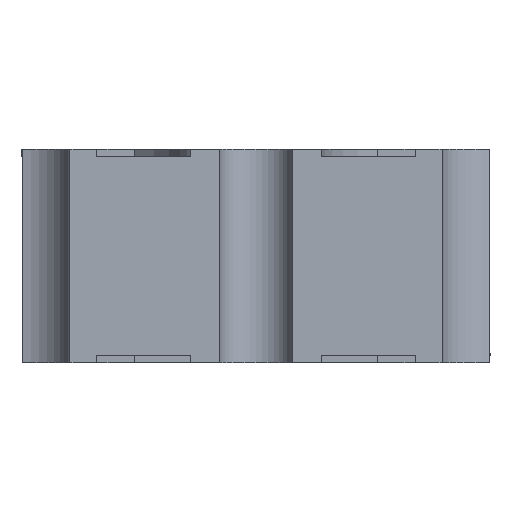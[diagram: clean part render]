
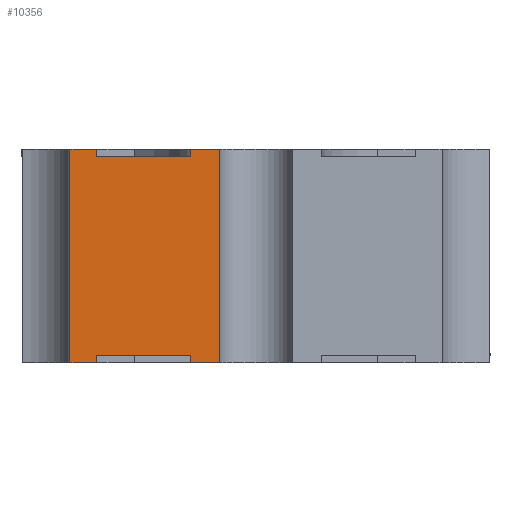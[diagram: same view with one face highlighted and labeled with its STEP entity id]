
A CAD part, left-side view. The second image highlights one B-rep face of the part: STEP entity #10356.
In plain terms, the highlighted planar face has unit normal (-1, 0, 0).
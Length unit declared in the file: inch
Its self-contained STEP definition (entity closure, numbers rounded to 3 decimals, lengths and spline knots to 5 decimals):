
#30 = VECTOR ( 'NONE', #2922, 39.37008 ) ;
#64 = VERTEX_POINT ( 'NONE', #1607 ) ;
#69 = CARTESIAN_POINT ( 'NONE',  ( -0.1, 0.0425, 0.055 ) ) ;
#191 = DIRECTION ( 'NONE',  ( 0., 0., -1. ) ) ;
#217 = DIRECTION ( 'NONE',  ( 0., 1., 0. ) ) ;
#371 = VERTEX_POINT ( 'NONE', #8550 ) ;
#489 = EDGE_CURVE ( 'NONE', #3773, #9701, #3032, .T. ) ;
#533 = CARTESIAN_POINT ( 'NONE',  ( -0.1, 0.00968, 0.002 ) ) ;
#663 = EDGE_CURVE ( 'NONE', #371, #3406, #10193, .T. ) ;
#835 = DIRECTION ( 'NONE',  ( 0., 0., 1. ) ) ;
#904 = LINE ( 'NONE', #69, #10517 ) ;
#1156 = CARTESIAN_POINT ( 'NONE',  ( -0.1, 0.0497, 0.002 ) ) ;
#1268 = VECTOR ( 'NONE', #8264, 39.37008 ) ;
#1435 = EDGE_CURVE ( 'NONE', #4961, #10173, #5250, .T. ) ;
#1494 = DIRECTION ( 'NONE',  ( 0., 0., -1. ) ) ;
#1521 = EDGE_CURVE ( 'NONE', #3784, #4961, #9929, .T. ) ;
#1607 = CARTESIAN_POINT ( 'NONE',  ( -0.1, 0.0425, 0.057 ) ) ;
#1879 = ORIENTED_EDGE ( 'NONE', *, *, #5454, .T. ) ;
#2093 = VECTOR ( 'NONE', #217, 39.37008 ) ;
#2135 = VECTOR ( 'NONE', #191, 39.37008 ) ;
#2184 = ORIENTED_EDGE ( 'NONE', *, *, #12247, .T. ) ;
#2234 = LINE ( 'NONE', #9280, #8438 ) ;
#2249 = EDGE_CURVE ( 'NONE', #9701, #64, #904, .T. ) ;
#2402 = DIRECTION ( 'NONE',  ( 0., 0., -1. ) ) ;
#2450 = CARTESIAN_POINT ( 'NONE',  ( -0.1, 0.0175, 0.002 ) ) ;
#2579 = DIRECTION ( 'NONE',  ( 1., 0., 0. ) ) ;
#2826 = EDGE_CURVE ( 'NONE', #3406, #10987, #8821, .T. ) ;
#2856 = CARTESIAN_POINT ( 'NONE',  ( -0.1, 0.0425, 0.002 ) ) ;
#2922 = DIRECTION ( 'NONE',  ( 0., 0., -1. ) ) ;
#2949 = CARTESIAN_POINT ( 'NONE',  ( -0.1, 0.0175, 0.055 ) ) ;
#3010 = DIRECTION ( 'NONE',  ( 0., 0., 1. ) ) ;
#3032 = LINE ( 'NONE', #11998, #7519 ) ;
#3201 = CARTESIAN_POINT ( 'NONE',  ( -0.1, 0.00968, 0. ) ) ;
#3224 = CARTESIAN_POINT ( 'NONE',  ( -0.1, 0., 0.057 ) ) ;
#3346 = FACE_OUTER_BOUND ( 'NONE', #4619, .T. ) ;
#3406 = VERTEX_POINT ( 'NONE', #6933 ) ;
#3657 = CARTESIAN_POINT ( 'NONE',  ( -0.1, 0.0497, 0. ) ) ;
#3710 = VERTEX_POINT ( 'NONE', #11721 ) ;
#3773 = VERTEX_POINT ( 'NONE', #2949 ) ;
#3783 = LINE ( 'NONE', #7810, #5492 ) ;
#3784 = VERTEX_POINT ( 'NONE', #8912 ) ;
#3852 = EDGE_CURVE ( 'NONE', #3773, #3710, #3783, .T. ) ;
#3949 = CARTESIAN_POINT ( 'NONE',  ( -0.1, 0.00968, 0. ) ) ;
#4472 = CARTESIAN_POINT ( 'NONE',  ( -0.1, 0.0425, 0.002 ) ) ;
#4619 = EDGE_LOOP ( 'NONE', ( #8434, #7446, #6175, #1879, #5426, #9595, #5667, #6028, #9395, #10673, #5831, #2184 ) ) ;
#4961 = VERTEX_POINT ( 'NONE', #3657 ) ;
#5250 = LINE ( 'NONE', #3201, #6017 ) ;
#5342 = VECTOR ( 'NONE', #1494, 39.37008 ) ;
#5426 = ORIENTED_EDGE ( 'NONE', *, *, #1521, .T. ) ;
#5454 = EDGE_CURVE ( 'NONE', #64, #3784, #8939, .T. ) ;
#5492 = VECTOR ( 'NONE', #3010, 39.37008 ) ;
#5574 = VECTOR ( 'NONE', #11764, 39.37008 ) ;
#5667 = ORIENTED_EDGE ( 'NONE', *, *, #12401, .F. ) ;
#5831 = ORIENTED_EDGE ( 'NONE', *, *, #10728, .F. ) ;
#5890 = EDGE_CURVE ( 'NONE', #5940, #371, #7234, .T. ) ;
#5940 = VERTEX_POINT ( 'NONE', #4472 ) ;
#5970 = CARTESIAN_POINT ( 'NONE',  ( -0.1, 0.0425, 0. ) ) ;
#6017 = VECTOR ( 'NONE', #8974, 39.37008 ) ;
#6028 = ORIENTED_EDGE ( 'NONE', *, *, #5890, .T. ) ;
#6164 = CARTESIAN_POINT ( 'NONE',  ( -0.1, 0.00968, 0.057 ) ) ;
#6175 = ORIENTED_EDGE ( 'NONE', *, *, #2249, .T. ) ;
#6933 = CARTESIAN_POINT ( 'NONE',  ( -0.1, 0.0175, 0. ) ) ;
#7234 = LINE ( 'NONE', #10174, #1268 ) ;
#7255 = PLANE ( 'NONE',  #8274 ) ;
#7446 = ORIENTED_EDGE ( 'NONE', *, *, #489, .T. ) ;
#7519 = VECTOR ( 'NONE', #8865, 39.37008 ) ;
#7712 = CARTESIAN_POINT ( 'NONE',  ( -0.1, 0.00968, 0. ) ) ;
#7810 = CARTESIAN_POINT ( 'NONE',  ( -0.1, 0.0175, 0.055 ) ) ;
#8264 = DIRECTION ( 'NONE',  ( 0., -1., 0. ) ) ;
#8274 = AXIS2_PLACEMENT_3D ( 'NONE', #533, #2579, #11158 ) ;
#8434 = ORIENTED_EDGE ( 'NONE', *, *, #3852, .F. ) ;
#8438 = VECTOR ( 'NONE', #12033, 39.37008 ) ;
#8550 = CARTESIAN_POINT ( 'NONE',  ( -0.1, 0.0175, 0.002 ) ) ;
#8821 = LINE ( 'NONE', #3949, #5574 ) ;
#8865 = DIRECTION ( 'NONE',  ( 0., 1., 0. ) ) ;
#8912 = CARTESIAN_POINT ( 'NONE',  ( -0.1, 0.0497, 0.057 ) ) ;
#8939 = LINE ( 'NONE', #3224, #2093 ) ;
#8974 = DIRECTION ( 'NONE',  ( 0., -1., 0. ) ) ;
#9280 = CARTESIAN_POINT ( 'NONE',  ( -0.1, 0., 0.057 ) ) ;
#9395 = ORIENTED_EDGE ( 'NONE', *, *, #663, .T. ) ;
#9595 = ORIENTED_EDGE ( 'NONE', *, *, #1435, .T. ) ;
#9701 = VERTEX_POINT ( 'NONE', #11563 ) ;
#9929 = LINE ( 'NONE', #1156, #2135 ) ;
#10082 = LINE ( 'NONE', #12139, #10686 ) ;
#10173 = VERTEX_POINT ( 'NONE', #5970 ) ;
#10174 = CARTESIAN_POINT ( 'NONE',  ( -0.1, 0.0175, 0.002 ) ) ;
#10193 = LINE ( 'NONE', #2450, #5342 ) ;
#10356 = ADVANCED_FACE ( 'NONE', ( #3346 ), #7255, .F. ) ;
#10517 = VECTOR ( 'NONE', #835, 39.37008 ) ;
#10673 = ORIENTED_EDGE ( 'NONE', *, *, #2826, .T. ) ;
#10686 = VECTOR ( 'NONE', #2402, 39.37008 ) ;
#10728 = EDGE_CURVE ( 'NONE', #11086, #10987, #10082, .T. ) ;
#10856 = LINE ( 'NONE', #2856, #30 ) ;
#10987 = VERTEX_POINT ( 'NONE', #7712 ) ;
#11086 = VERTEX_POINT ( 'NONE', #6164 ) ;
#11158 = DIRECTION ( 'NONE',  ( 0., 0., -1. ) ) ;
#11563 = CARTESIAN_POINT ( 'NONE',  ( -0.1, 0.0425, 0.055 ) ) ;
#11721 = CARTESIAN_POINT ( 'NONE',  ( -0.1, 0.0175, 0.057 ) ) ;
#11764 = DIRECTION ( 'NONE',  ( 0., -1., 0. ) ) ;
#11998 = CARTESIAN_POINT ( 'NONE',  ( -0.1, 0., 0.055 ) ) ;
#12033 = DIRECTION ( 'NONE',  ( 0., 1., 0. ) ) ;
#12139 = CARTESIAN_POINT ( 'NONE',  ( -0.1, 0.00968, 0.002 ) ) ;
#12247 = EDGE_CURVE ( 'NONE', #11086, #3710, #2234, .T. ) ;
#12401 = EDGE_CURVE ( 'NONE', #5940, #10173, #10856, .T. ) ;
